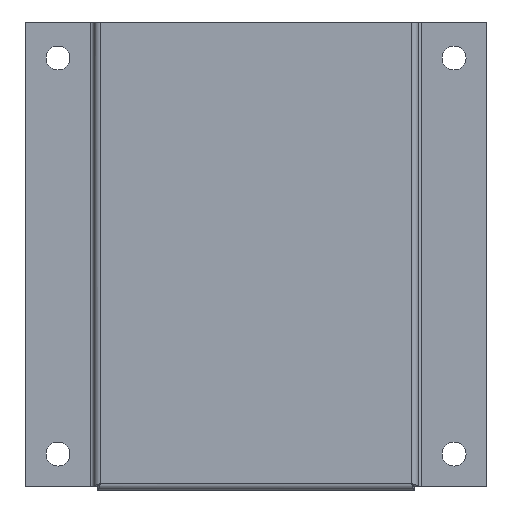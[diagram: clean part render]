
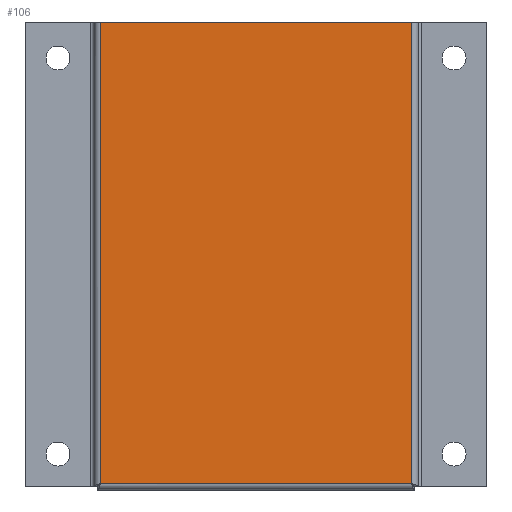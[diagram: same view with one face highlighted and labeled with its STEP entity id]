
A CAD part, front view. The second image highlights one B-rep face of the part: STEP entity #106.
In plain terms, the highlighted planar face has unit normal (0, -1, 0).
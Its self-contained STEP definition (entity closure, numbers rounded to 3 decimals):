
#106 = ADVANCED_FACE( '', ( #229 ), #230, .T. );
#229 = FACE_OUTER_BOUND( '', #419, .T. );
#230 = PLANE( '', #420 );
#419 = EDGE_LOOP( '', ( #664, #665, #666, #667 ) );
#420 = AXIS2_PLACEMENT_3D( '', #668, #669, #670 );
#664 = ORIENTED_EDGE( '', *, *, #867, .T. );
#665 = ORIENTED_EDGE( '', *, *, #899, .F. );
#666 = ORIENTED_EDGE( '', *, *, #900, .F. );
#667 = ORIENTED_EDGE( '', *, *, #901, .T. );
#668 = CARTESIAN_POINT( '', ( 0., 0., 0. ) );
#669 = DIRECTION( '', ( 0., -1., 0. ) );
#670 = DIRECTION( '', ( 0., 0., -1. ) );
#867 = EDGE_CURVE( '', #1031, #993, #1032, .T. );
#899 = EDGE_CURVE( '', #1000, #993, #1075, .T. );
#900 = EDGE_CURVE( '', #1076, #1000, #1077, .T. );
#901 = EDGE_CURVE( '', #1076, #1031, #1078, .T. );
#993 = VERTEX_POINT( '', #1197 );
#1000 = VERTEX_POINT( '', #1224 );
#1031 = VERTEX_POINT( '', #1299 );
#1032 = LINE( '', #1300, #1301 );
#1075 = LINE( '', #1366, #1367 );
#1076 = VERTEX_POINT( '', #1368 );
#1077 = LINE( '', #1369, #1370 );
#1078 = LINE( '', #1371, #1372 );
#1197 = CARTESIAN_POINT( '', ( -41.135, 0., -60.185 ) );
#1224 = CARTESIAN_POINT( '', ( 41.135, 0., -60.185 ) );
#1299 = CARTESIAN_POINT( '', ( -41.135, 0., 61.913 ) );
#1300 = CARTESIAN_POINT( '', ( -41.135, 0., -60.185 ) );
#1301 = VECTOR( '', #1487, 1000. );
#1366 = CARTESIAN_POINT( '', ( 41.135, 0., -60.185 ) );
#1367 = VECTOR( '', #1525, 1000. );
#1368 = CARTESIAN_POINT( '', ( 41.135, 0., 61.913 ) );
#1369 = CARTESIAN_POINT( '', ( 41.135, 0., 61.913 ) );
#1370 = VECTOR( '', #1526, 1000. );
#1371 = CARTESIAN_POINT( '', ( 42.863, 0., 61.913 ) );
#1372 = VECTOR( '', #1527, 1000. );
#1487 = DIRECTION( '', ( 0., 0., -1. ) );
#1525 = DIRECTION( '', ( -1., 0., 0. ) );
#1526 = DIRECTION( '', ( 0., 0., -1. ) );
#1527 = DIRECTION( '', ( -1., 0., 0. ) );
